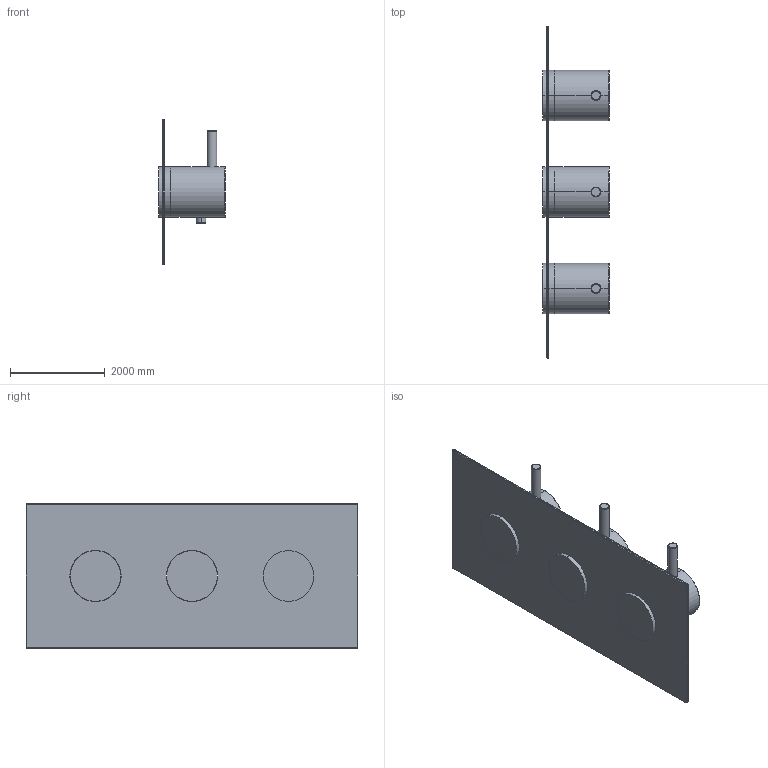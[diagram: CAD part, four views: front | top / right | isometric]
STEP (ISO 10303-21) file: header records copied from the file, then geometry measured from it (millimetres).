
FILE_DESCRIPTION((''),'2;1');
FILE_NAME('692-693','2018-07-29T',('MQ'),(''),'PRO/ENGINEER BY PARAMETRIC TECHNOLOGY CORPORATION, 2012130','PRO/ENGINEER BY PARAMETRIC TECHNOLOGY CORPORATION, 2012130','');
FILE_SCHEMA(('CONFIG_CONTROL_DESIGN'));
Length unit declared in the file: inch
Products named in the file (1): 692-693
Bounding box: 1397 x 6985 x 3048 mm (x, y, z)
Volume: 4765799538.1 mm3; surface area: 59114957.4 mm2
Topology: 3 solids, 3 shells, 85 faces, 180 edges, 106 vertices
Faces by surface type: cylinder 38, torus 28, plane 19
Entity records: 2418 total; most frequent: CARTESIAN_POINT 471, DIRECTION 456, ORIENTED_EDGE 360, AXIS2_PLACEMENT_3D 201, EDGE_CURVE 180, CIRCLE 116, VERTEX_POINT 106, EDGE_LOOP 94
